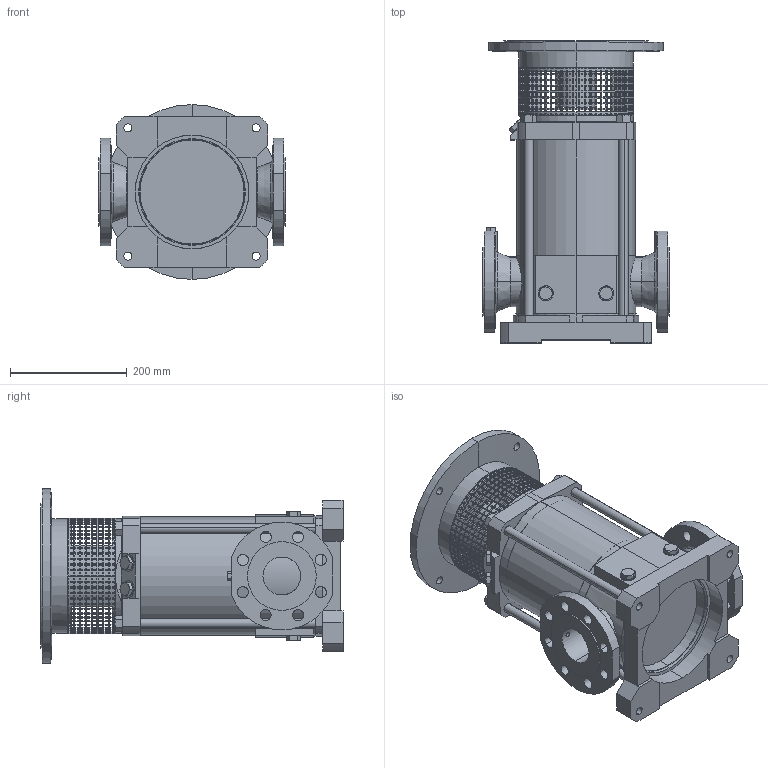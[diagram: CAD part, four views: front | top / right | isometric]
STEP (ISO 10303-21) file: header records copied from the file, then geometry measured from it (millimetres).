
FILE_DESCRIPTION (( 'STEP AP214' ), '1' );
FILE_NAME ('4.93.186.47swa01.step', '2020-11-06T07:46:37', ( '' ), ( '' ), 'SwSTEP 2.0', 'SolidWorks 2019', '' );
FILE_SCHEMA (( 'AUTOMOTIVE_DESIGN' ));
Length unit declared in the file: millimetre
Products named in the file (11): 4_92_054_REV00_SEMPLIFICATO; 4.66.424swp04_G18x7; 10009927swp00; 10009925swp00_MOTORE 132; 4.93.186.47swa01; 4.66.424swp04_G38x10; 10009924swp00_MXV (4) 65-3204; 10009928swp00_MXV (4) 65-3204; 10009926swp00; 10000007swn00_M16 6S ZINCATO; 10009923swp00
Assembly tree (21 placements, depth 2):
  4.93.186.47swa01
    10009923swp00
    10009927swp00
    10009924swp00_MXV (4) 65-3204
    10009925swp00_MOTORE 132
    10009926swp00
    4_92_054_REV00_SEMPLIFICATO
    10009928swp00_MXV (4) 65-3204  x4
    10000007swn00_M16 6S ZINCATO  x4
    4.66.424swp04_G38x10  x6
    4.66.424swp04_G18x7
Bounding box: 320 x 518.5 x 300 mm (x, y, z)
Volume: 10053542.9 mm3; surface area: 1408808.5 mm2
Topology: 23 solids, 23 shells, 2758 faces, 7759 edges, 5085 vertices
Faces by surface type: plane 2301, cylinder 267, cone 182, torus 8
Entity records: 88579 total; most frequent: CARTESIAN_POINT 17393, DIRECTION 14670, ORIENTED_EDGE 14458, EDGE_CURVE 7229, AXIS2_PLACEMENT_3D 5041, VERTEX_POINT 4790, LINE 4588, VECTOR 4588
